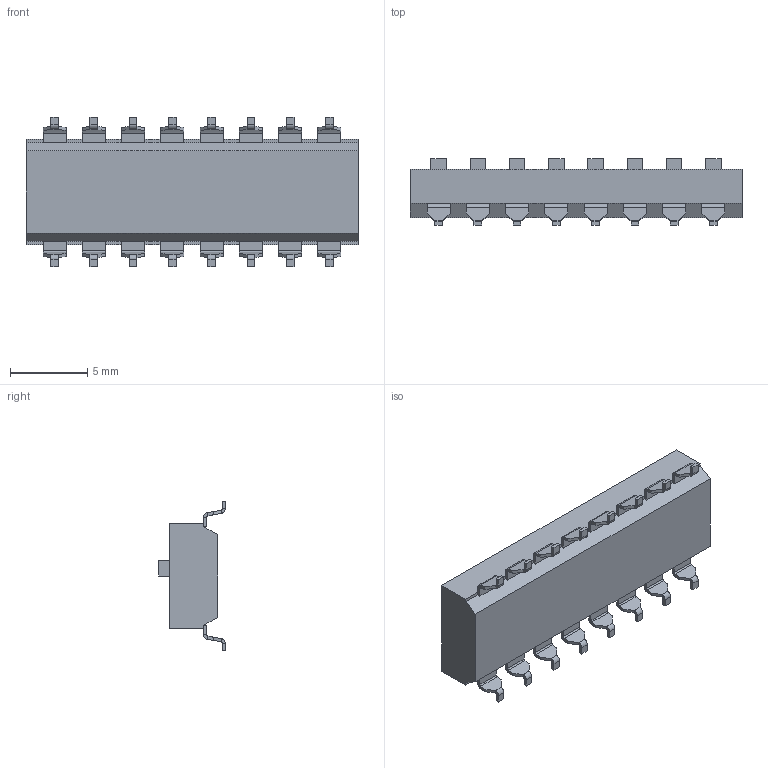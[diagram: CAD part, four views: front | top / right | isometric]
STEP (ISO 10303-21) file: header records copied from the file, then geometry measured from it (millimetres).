
FILE_DESCRIPTION (( 'STEP AP214' ), '1' );
FILE_NAME ('KLS7-KL-08.STEP', '2024-01-31T14:16:37', ( '' ), ( '' ), 'SwSTEP 2.0', 'SolidWorks 2023', '' );
FILE_SCHEMA (( 'AUTOMOTIVE_DESIGN' ));
Length unit declared in the file: millimetre
Products named in the file (1): KLS7-KL-08
Bounding box: 21.48 x 4.3 x 9.69 mm (x, y, z)
Volume: 438.2 mm3; surface area: 637.1 mm2
Topology: 17 solids, 17 shells, 546 faces, 1240 edges, 736 vertices
Faces by surface type: plane 482, cylinder 64
Entity records: 20909 total; most frequent: CARTESIAN_POINT 2523, ORIENTED_EDGE 2480, DIRECTION 2462, EDGE_CURVE 1240, VECTOR 1112, LINE 1112, VERTEX_POINT 736, AXIS2_PLACEMENT_3D 675
